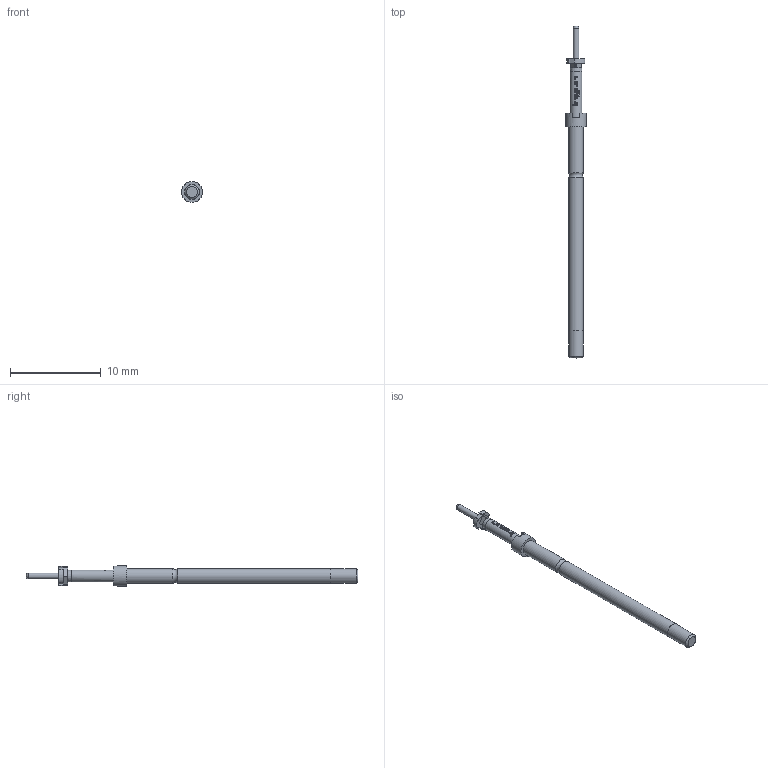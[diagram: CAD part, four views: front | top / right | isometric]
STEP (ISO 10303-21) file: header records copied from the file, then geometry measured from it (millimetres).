
FILE_DESCRIPTION (( 'STEP AP203' ), '1' );
FILE_NAME ('INGUN_T-912_305_065_360_210_X_xx02_M_0.STEP', '2018-07-03T14:18:53', ( '' ), ( '' ), 'SwSTEP 2.0', 'SolidWorks 2018', '' );
FILE_SCHEMA (( 'CONFIG_CONTROL_DESIGN' ));
Length unit declared in the file: millimetre
Products named in the file (2): INGUN_T-912_305_065_360_210_X_xx02_M_0
Bounding box: 2.3 x 36.6 x 2.3 mm (x, y, z)
Volume: 69.8 mm3; surface area: 189.2 mm2
Topology: 1 solids, 1 shells, 115 faces, 309 edges, 203 vertices
Faces by surface type: plane 73, bspline 21, cylinder 17, cone 2, sphere 1, torus 1
Full cylindrical faces by diameter (mm): 0.65 x1, 1.32 x1, 1.6 x1, 1.65 x2, 2.3 x1
Entity records: 3862 total; most frequent: CARTESIAN_POINT 1069, ORIENTED_EDGE 582, DIRECTION 474, EDGE_CURVE 291, VERTEX_POINT 197, AXIS2_PLACEMENT_3D 169, LINE 136, VECTOR 136
